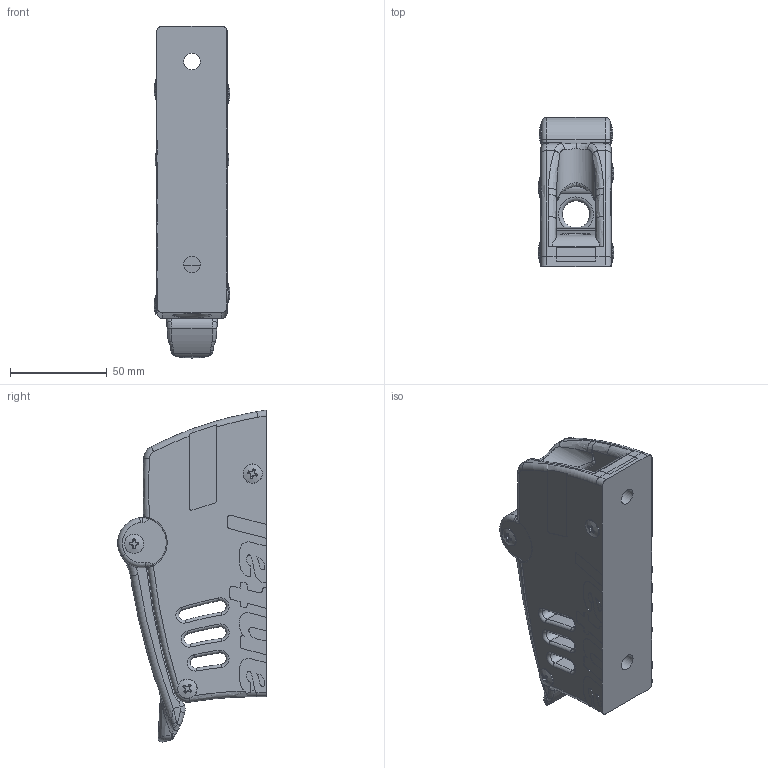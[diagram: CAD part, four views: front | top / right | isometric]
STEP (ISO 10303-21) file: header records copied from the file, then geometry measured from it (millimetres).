
FILE_DESCRIPTION(/* description */ (''),/* implementation_level */ '2;1');
FILE_NAME(/* name */ '512.112.stp',/* time_stamp */ '2024-04-04T10:48:32+02:00',/* author */ ('francesca'),/* organization */ (''),/* preprocessor_version */ 'ST-DEVELOPER v19.2',/* originating_system */ 'Autodesk Inventor 2023',/* authorisation */ '');
FILE_SCHEMA (('AUTOMOTIVE_DESIGN { 1 0 10303 214 3 1 1 }'));
Length unit declared in the file: millimetre
Products named in the file (1): 512.112
Bounding box: 39.3 x 77.02 x 171.91 mm (x, y, z)
Volume: 230207.2 mm3; surface area: 53644.3 mm2
Topology: 1 solids, 1 shells, 713 faces, 1982 edges, 1271 vertices
Faces by surface type: cylinder 249, plane 201, torus 141, bspline 88, cone 28, sphere 6
Full cylindrical faces by diameter (mm): 8.5 x2, 10 x7, 16.2 x2
Entity records: 28661 total; most frequent: CARTESIAN_POINT 10781, ORIENTED_EDGE 3952, DIRECTION 3642, EDGE_CURVE 1976, AXIS2_PLACEMENT_3D 1488, VERTEX_POINT 1271, CIRCLE 842, EDGE_LOOP 745
